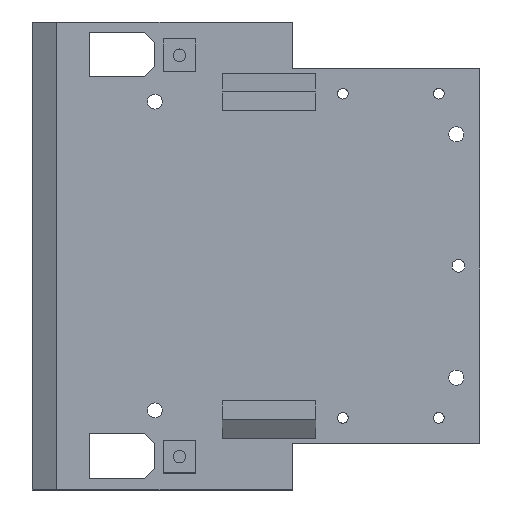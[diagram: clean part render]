
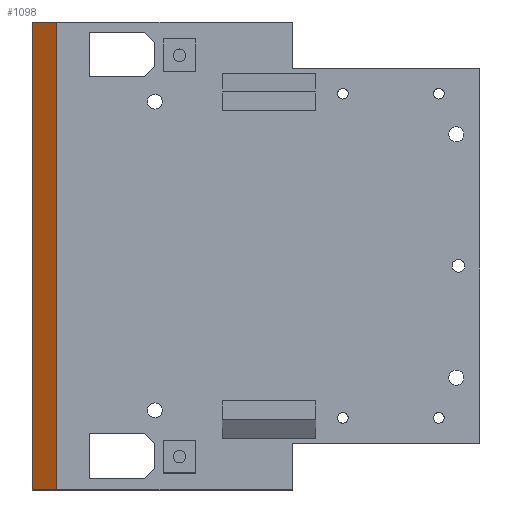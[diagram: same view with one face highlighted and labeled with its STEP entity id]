
A CAD part, top view. The second image highlights one B-rep face of the part: STEP entity #1098.
In plain terms, the highlighted planar face has unit normal (-0.5, 0, 0.866).
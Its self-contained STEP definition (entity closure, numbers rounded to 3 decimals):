
#47=PLANE('',#1173);
#94=FACE_OUTER_BOUND('',#153,.T.);
#153=EDGE_LOOP('',(#782,#783,#784,#785));
#244=LINE('',#1564,#371);
#245=LINE('',#1566,#372);
#246=LINE('',#1568,#373);
#247=LINE('',#1569,#374);
#371=VECTOR('',#1266,10.);
#372=VECTOR('',#1267,10.);
#373=VECTOR('',#1268,10.);
#374=VECTOR('',#1269,10.);
#525=VERTEX_POINT('',#1562);
#526=VERTEX_POINT('',#1563);
#527=VERTEX_POINT('',#1565);
#528=VERTEX_POINT('',#1567);
#628=EDGE_CURVE('',#525,#526,#244,.T.);
#629=EDGE_CURVE('',#527,#525,#245,.T.);
#630=EDGE_CURVE('',#528,#527,#246,.T.);
#631=EDGE_CURVE('',#526,#528,#247,.T.);
#782=ORIENTED_EDGE('',*,*,#628,.F.);
#783=ORIENTED_EDGE('',*,*,#629,.F.);
#784=ORIENTED_EDGE('',*,*,#630,.F.);
#785=ORIENTED_EDGE('',*,*,#631,.F.);
#1098=ADVANCED_FACE('',(#94),#47,.F.);
#1173=AXIS2_PLACEMENT_3D('',#1561,#1264,#1265);
#1264=DIRECTION('center_axis',(0.5,0.,-0.866));
#1265=DIRECTION('ref_axis',(-0.866,0.,-0.5));
#1266=DIRECTION('',(0.,-1.,0.));
#1267=DIRECTION('',(0.866,0.,0.5));
#1268=DIRECTION('',(0.,1.,0.));
#1269=DIRECTION('',(-0.866,0.,-0.5));
#1561=CARTESIAN_POINT('Origin',(46.949,50.,24.577));
#1562=CARTESIAN_POINT('',(9.576,100.,3.));
#1563=CARTESIAN_POINT('',(9.576,0.,3.));
#1564=CARTESIAN_POINT('',(9.576,50.,3.));
#1565=CARTESIAN_POINT('',(4.379,100.,0.));
#1566=CARTESIAN_POINT('',(46.522,100.,24.331));
#1567=CARTESIAN_POINT('',(4.379,0.,0.));
#1568=CARTESIAN_POINT('',(4.379,50.,0.));
#1569=CARTESIAN_POINT('',(24.022,0.,11.341));
